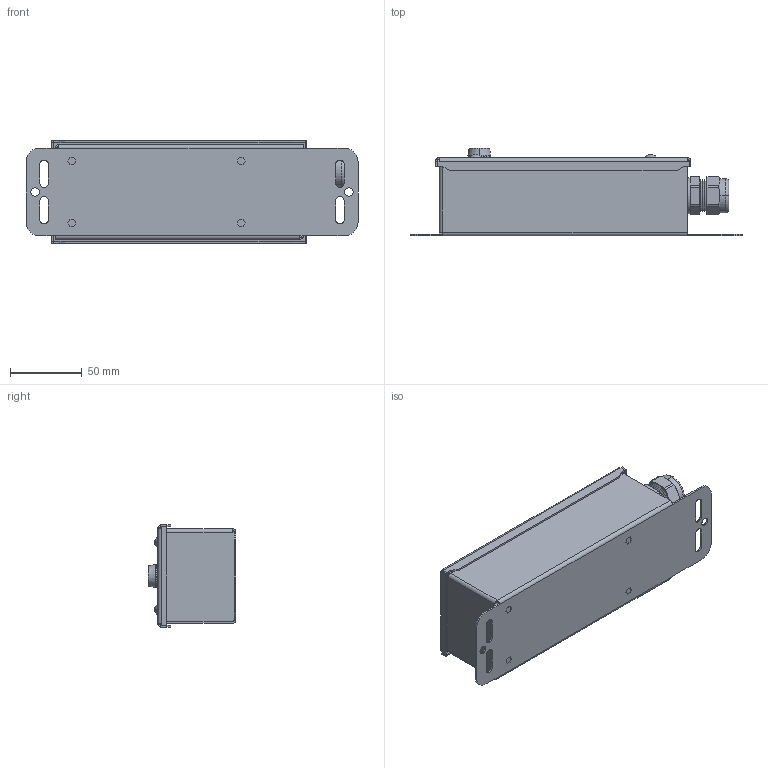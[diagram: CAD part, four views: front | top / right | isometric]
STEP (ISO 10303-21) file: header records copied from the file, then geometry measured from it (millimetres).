
FILE_DESCRIPTION((''),'2;1');
FILE_NAME('192617_ASM','2016-01-27T',('pdmadmin'),(''),'PRO/ENGINEER BY PARAMETRIC TECHNOLOGY CORPORATION, 2013230','PRO/ENGINEER BY PARAMETRIC TECHNOLOGY CORPORATION, 2013230','');
FILE_SCHEMA(('CONFIG_CONTROL_DESIGN'));
Length unit declared in the file: inch
Products named in the file (22): 121312; S-832-1; PEM_BSO-440-10; 11235; FH-632-6; 121312_ASM; 121313; 121313_A; FH-032-6; FH-623-8; 121313_ASM; 90025K143; 121583; 120320; 120409; 122323_BODY; 122323_NUT; 122323_ASM; 118536; 36835; 122518; 192617_ASM
Assembly tree (32 placements, depth 3):
  192617_ASM
    121312_ASM
      121312
      S-832-1  x4
      PEM_BSO-440-10  x4
      11235
      FH-632-6
    121313_ASM
      121313
      121313_A
      FH-032-6
      FH-623-8  x3
    90025K143
    121583
    120320  x4
    120409
    122323_ASM
      122323_BODY
      122323_NUT
    118536
    36835
    122518
Bounding box: 231.14 x 61.16 x 71.12 mm (x, y, z)
Volume: 92961.6 mm3; surface area: 150437.3 mm2
Topology: 29 solids, 33 shells, 867 faces, 2008 edges, 1246 vertices
Faces by surface type: plane 380, cylinder 294, cone 112, torus 49, bspline 22, sphere 10
Entity records: 25141 total; most frequent: CARTESIAN_POINT 8103, DIRECTION 3659, ORIENTED_EDGE 3300, EDGE_CURVE 1652, AXIS2_PLACEMENT_3D 1413, VERTEX_POINT 1014, VECTOR 833, LINE 833
